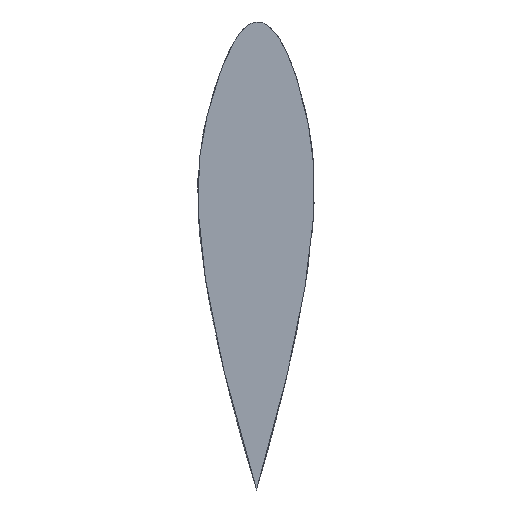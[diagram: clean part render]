
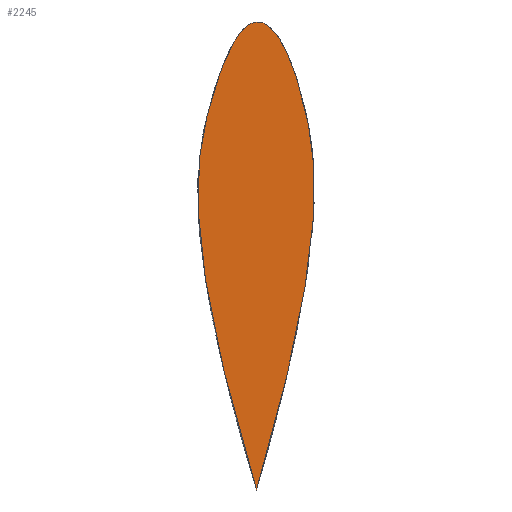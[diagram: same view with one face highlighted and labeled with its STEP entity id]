
A CAD part, front view. The second image highlights one B-rep face of the part: STEP entity #2245.
In plain terms, the highlighted planar face has unit normal (0, -1, 0).
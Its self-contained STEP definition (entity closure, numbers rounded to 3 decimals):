
#136 = SURFACE_OF_LINEAR_EXTRUSION('',#137,#145);
#137 = B_SPLINE_CURVE_WITH_KNOTS('',3,(#138,#139,#140,#141,#142,#143,
    #144),.UNSPECIFIED.,.T.,.F.,(4,1,1,1,4),(0.,0.25,0.5,0.75,1.),
  .QUASI_UNIFORM_KNOTS.);
#138 = CARTESIAN_POINT('',(0.,7.5,0.));
#139 = CARTESIAN_POINT('',(-18.443,7.5,61.47));
#140 = CARTESIAN_POINT('',(-12.994,7.5,99.892));
#141 = CARTESIAN_POINT('',(0.198,7.5,125.877));
#142 = CARTESIAN_POINT('',(13.692,7.5,100.172));
#143 = CARTESIAN_POINT('',(17.465,7.5,60.352));
#144 = CARTESIAN_POINT('',(0.,7.5,0.));
#145 = VECTOR('',#146,1.);
#146 = DIRECTION('',(0.,1.,0.));
#442 = VERTEX_POINT('',#443);
#443 = CARTESIAN_POINT('',(0.,-7.5,0.));
#464 = EDGE_CURVE('',#442,#442,#465,.T.);
#465 = SURFACE_CURVE('',#466,(#474,#481),.PCURVE_S1.);
#466 = B_SPLINE_CURVE_WITH_KNOTS('',3,(#467,#468,#469,#470,#471,#472,
    #473),.UNSPECIFIED.,.T.,.F.,(4,1,1,1,4),(0.,0.25,0.5,0.75,1.),
  .QUASI_UNIFORM_KNOTS.);
#467 = CARTESIAN_POINT('',(0.,-7.5,0.));
#468 = CARTESIAN_POINT('',(-18.443,-7.5,61.47));
#469 = CARTESIAN_POINT('',(-12.994,-7.5,99.892));
#470 = CARTESIAN_POINT('',(0.198,-7.5,125.877));
#471 = CARTESIAN_POINT('',(13.692,-7.5,100.172));
#472 = CARTESIAN_POINT('',(17.465,-7.5,60.352));
#473 = CARTESIAN_POINT('',(0.,-7.5,0.));
#474 = PCURVE('',#136,#475);
#475 = DEFINITIONAL_REPRESENTATION('',(#476),#480);
#476 = LINE('',#477,#478);
#477 = CARTESIAN_POINT('',(0.,-15.));
#478 = VECTOR('',#479,1.);
#479 = DIRECTION('',(1.,0.));
#480 = ( GEOMETRIC_REPRESENTATION_CONTEXT(2) 
PARAMETRIC_REPRESENTATION_CONTEXT() REPRESENTATION_CONTEXT('2D SPACE',''
  ) );
#481 = PCURVE('',#482,#487);
#482 = PLANE('',#483);
#483 = AXIS2_PLACEMENT_3D('',#484,#485,#486);
#484 = CARTESIAN_POINT('',(-0.056,-7.5,63.567));
#485 = DIRECTION('',(0.,1.,0.));
#486 = DIRECTION('',(0.,0.,1.));
#487 = DEFINITIONAL_REPRESENTATION('',(#488),#496);
#488 = B_SPLINE_CURVE_WITH_KNOTS('',3,(#489,#490,#491,#492,#493,#494,
    #495),.UNSPECIFIED.,.T.,.F.,(4,1,1,1,4),(0.,0.25,0.5,0.75,1.),
  .QUASI_UNIFORM_KNOTS.);
#489 = CARTESIAN_POINT('',(-63.567,0.056));
#490 = CARTESIAN_POINT('',(-2.097,-18.387));
#491 = CARTESIAN_POINT('',(36.326,-12.938));
#492 = CARTESIAN_POINT('',(62.31,0.255));
#493 = CARTESIAN_POINT('',(36.605,13.749));
#494 = CARTESIAN_POINT('',(-3.215,17.521));
#495 = CARTESIAN_POINT('',(-63.567,0.056));
#496 = ( GEOMETRIC_REPRESENTATION_CONTEXT(2) 
PARAMETRIC_REPRESENTATION_CONTEXT() REPRESENTATION_CONTEXT('2D SPACE',''
  ) );
#2245 = ADVANCED_FACE('',(#2246),#482,.F.);
#2246 = FACE_BOUND('',#2247,.F.);
#2247 = EDGE_LOOP('',(#2248));
#2248 = ORIENTED_EDGE('',*,*,#464,.T.);
